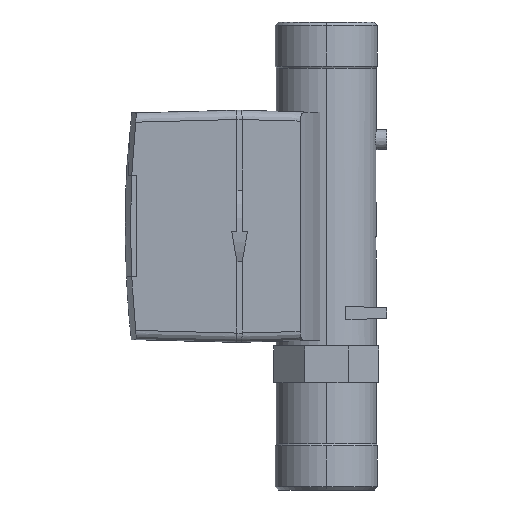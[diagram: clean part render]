
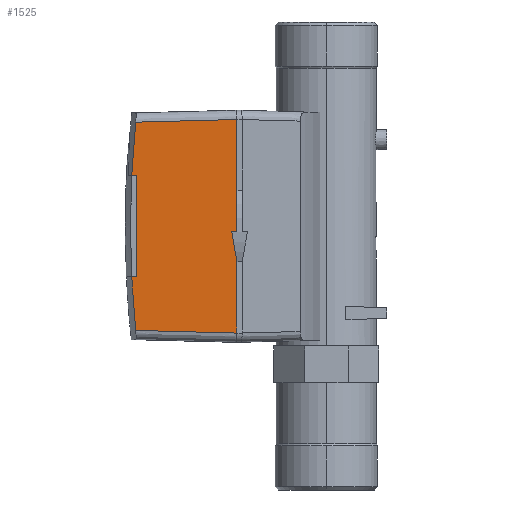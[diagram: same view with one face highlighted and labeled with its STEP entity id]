
A CAD part, left-side view. The second image highlights one B-rep face of the part: STEP entity #1525.
In plain terms, the highlighted planar face has unit normal (-1, 0.026, 0).
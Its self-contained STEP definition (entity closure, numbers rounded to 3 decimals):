
#31 = VECTOR ( 'NONE', #524, 1000. ) ;
#53 = CARTESIAN_POINT ( 'NONE',  ( -41.223, 34.013, -40.61 ) ) ;
#140 = CARTESIAN_POINT ( 'NONE',  ( -40.215, 72.519, 39.604 ) ) ;
#169 = LINE ( 'NONE', #4686, #2013 ) ;
#185 = VERTEX_POINT ( 'NONE', #936 ) ;
#237 = CARTESIAN_POINT ( 'NONE',  ( -40.727, 52.991, 40.114 ) ) ;
#250 = CARTESIAN_POINT ( 'NONE',  ( -40.215, 72.519, -39.604 ) ) ;
#254 = CARTESIAN_POINT ( 'NONE',  ( -40.215, 72.519, -39.604 ) ) ;
#321 = CARTESIAN_POINT ( 'NONE',  ( -40.228, 72.033, 60. ) ) ;
#335 = CARTESIAN_POINT ( 'NONE',  ( -41.223, 34.012, 40.607 ) ) ;
#337 = CARTESIAN_POINT ( 'NONE',  ( -41.223, 34.013, -40.61 ) ) ;
#351 = CARTESIAN_POINT ( 'NONE',  ( -41.171, 36., -2.07 ) ) ;
#360 = DIRECTION ( 'NONE',  ( -0.005, -0.172, -0.985 ) ) ;
#449 = EDGE_CURVE ( 'NONE', #5003, #4618, #4810, .T. ) ;
#524 = DIRECTION ( 'NONE',  ( 0.026, 1., 0. ) ) ;
#526 = LINE ( 'NONE', #1254, #875 ) ;
#532 = CARTESIAN_POINT ( 'NONE',  ( -41.223, 34.013, 40.61 ) ) ;
#572 = ORIENTED_EDGE ( 'NONE', *, *, #4143, .F. ) ;
#593 = CARTESIAN_POINT ( 'NONE',  ( -41.25, 33., 19.25 ) ) ;
#639 = EDGE_CURVE ( 'NONE', #1279, #1357, #169, .T. ) ;
#676 = ORIENTED_EDGE ( 'NONE', *, *, #2738, .F. ) ;
#683 = EDGE_LOOP ( 'NONE', ( #3935, #970, #1013, #1028, #4320, #2827, #676, #3278, #2764, #963, #2230, #3021, #572 ) ) ;
#690 = CARTESIAN_POINT ( 'NONE',  ( -41.224, 34.012, 40.6 ) ) ;
#875 = VECTOR ( 'NONE', #3560, 1000. ) ;
#936 = CARTESIAN_POINT ( 'NONE',  ( -41.224, 34.012, 40.6 ) ) ;
#963 = ORIENTED_EDGE ( 'NONE', *, *, #2867, .T. ) ;
#970 = ORIENTED_EDGE ( 'NONE', *, *, #1903, .F. ) ;
#989 = CARTESIAN_POINT ( 'NONE',  ( -41.224, 34.012, 60. ) ) ;
#1013 = ORIENTED_EDGE ( 'NONE', *, *, #1440, .F. ) ;
#1028 = ORIENTED_EDGE ( 'NONE', *, *, #2797, .T. ) ;
#1065 = PLANE ( 'NONE',  #1250 ) ;
#1204 = CARTESIAN_POINT ( 'NONE',  ( -41.223, 34.012, -2. ) ) ;
#1222 = CARTESIAN_POINT ( 'NONE',  ( -40.176, 74.033, 19.25 ) ) ;
#1250 = AXIS2_PLACEMENT_3D ( 'NONE', #3853, #2273, #5008 ) ;
#1254 = CARTESIAN_POINT ( 'NONE',  ( -41.25, 33., -19.25 ) ) ;
#1279 = VERTEX_POINT ( 'NONE', #351 ) ;
#1293 = CARTESIAN_POINT ( 'NONE',  ( -41.223, 34.013, 40.61 ) ) ;
#1297 = EDGE_CURVE ( 'NONE', #3979, #4342, #3538, .T. ) ;
#1324 = B_SPLINE_CURVE_WITH_KNOTS ( 'NONE', 3,
 ( #2429, #2004, #3618, #1222 ),
 .UNSPECIFIED., .F., .F.,
 ( 4, 4 ),
 ( 0.021, 0.041 ),
 .UNSPECIFIED. ) ;
#1347 = VERTEX_POINT ( 'NONE', #1537 ) ;
#1350 = VERTEX_POINT ( 'NONE', #4250 ) ;
#1357 = VERTEX_POINT ( 'NONE', #4695 ) ;
#1361 = CARTESIAN_POINT ( 'NONE',  ( -40.386, 66.01, -39.774 ) ) ;
#1362 = CARTESIAN_POINT ( 'NONE',  ( -41.224, 34.012, 60. ) ) ;
#1376 = EDGE_CURVE ( 'NONE', #1350, #3270, #4340, .T. ) ;
#1440 = EDGE_CURVE ( 'NONE', #185, #3224, #3750, .T. ) ;
#1507 = EDGE_CURVE ( 'NONE', #4777, #3979, #5007, .T. ) ;
#1525 = ADVANCED_FACE ( 'NONE', ( #2007 ), #1065, .F. ) ;
#1537 = CARTESIAN_POINT ( 'NONE',  ( -40.176, 74.033, 19.25 ) ) ;
#1622 = EDGE_CURVE ( 'NONE', #2082, #1350, #526, .T. ) ;
#1698 = CARTESIAN_POINT ( 'NONE',  ( -40.892, 46.665, 40.28 ) ) ;
#1806 = CARTESIAN_POINT ( 'NONE',  ( -40.197, 73.198, -32.837 ) ) ;
#1843 = DIRECTION ( 'NONE',  ( 0., 0., -1. ) ) ;
#1903 = EDGE_CURVE ( 'NONE', #3224, #1279, #3176, .T. ) ;
#1919 = CARTESIAN_POINT ( 'NONE',  ( -41.223, 34.012, -40.6 ) ) ;
#1936 = CARTESIAN_POINT ( 'NONE',  ( -41.223, 34.012, -40.6 ) ) ;
#2004 = CARTESIAN_POINT ( 'NONE',  ( -40.197, 73.198, 32.837 ) ) ;
#2007 = FACE_OUTER_BOUND ( 'NONE', #683, .T. ) ;
#2013 = VECTOR ( 'NONE', #360, 1000. ) ;
#2082 = VERTEX_POINT ( 'NONE', #4069 ) ;
#2230 = ORIENTED_EDGE ( 'NONE', *, *, #1507, .T. ) ;
#2273 = DIRECTION ( 'NONE',  ( 1., -0.026, 0. ) ) ;
#2299 = LINE ( 'NONE', #1362, #4522 ) ;
#2304 = DIRECTION ( 'NONE',  ( 0., 0., 1. ) ) ;
#2429 = CARTESIAN_POINT ( 'NONE',  ( -40.215, 72.519, 39.604 ) ) ;
#2692 = CARTESIAN_POINT ( 'NONE',  ( -41.224, 34.012, 40.603 ) ) ;
#2738 = EDGE_CURVE ( 'NONE', #3270, #1347, #4919, .T. ) ;
#2764 = ORIENTED_EDGE ( 'NONE', *, *, #1622, .F. ) ;
#2797 = EDGE_CURVE ( 'NONE', #185, #5003, #4305, .T. ) ;
#2827 = ORIENTED_EDGE ( 'NONE', *, *, #4861, .T. ) ;
#2861 = CARTESIAN_POINT ( 'NONE',  ( -40.556, 59.501, 39.944 ) ) ;
#2867 = EDGE_CURVE ( 'NONE', #2082, #4777, #4998, .T. ) ;
#3021 = ORIENTED_EDGE ( 'NONE', *, *, #1297, .T. ) ;
#3058 = VECTOR ( 'NONE', #4906, 1000. ) ;
#3125 = VECTOR ( 'NONE', #4857, 1000. ) ;
#3176 = LINE ( 'NONE', #3723, #3125 ) ;
#3224 = VERTEX_POINT ( 'NONE', #1204 ) ;
#3270 = VERTEX_POINT ( 'NONE', #3539 ) ;
#3278 = ORIENTED_EDGE ( 'NONE', *, *, #1376, .F. ) ;
#3484 = CARTESIAN_POINT ( 'NONE',  ( -41.223, 34.013, 40.61 ) ) ;
#3538 =( BOUNDED_CURVE ( )  B_SPLINE_CURVE ( 3, ( #337, #3895, #4285, #1936 ),
 .UNSPECIFIED., .F., .T. ) 
 B_SPLINE_CURVE_WITH_KNOTS ( ( 4, 4 ),
 ( 3.139, 3.142 ),
 .UNSPECIFIED. ) 
 CURVE ( )  GEOMETRIC_REPRESENTATION_ITEM ( )  RATIONAL_B_SPLINE_CURVE ( ( 1., 1., 1., 1. ) ) 
 REPRESENTATION_ITEM ( '' )  );
#3539 = CARTESIAN_POINT ( 'NONE',  ( -40.228, 72.033, 19.25 ) ) ;
#3560 = DIRECTION ( 'NONE',  ( -0.026, -1., 0. ) ) ;
#3618 = CARTESIAN_POINT ( 'NONE',  ( -40.184, 73.703, 26.052 ) ) ;
#3683 = CARTESIAN_POINT ( 'NONE',  ( -40.215, 72.519, 39.604 ) ) ;
#3723 = CARTESIAN_POINT ( 'NONE',  ( -41.307, 30.84, -1.89 ) ) ;
#3736 = CARTESIAN_POINT ( 'NONE',  ( -40.215, 72.519, -39.604 ) ) ;
#3750 = LINE ( 'NONE', #989, #3058 ) ;
#3783 = CARTESIAN_POINT ( 'NONE',  ( -40.727, 52.991, -40.114 ) ) ;
#3853 = CARTESIAN_POINT ( 'NONE',  ( -41.25, 33., 60. ) ) ;
#3895 = CARTESIAN_POINT ( 'NONE',  ( -41.223, 34.012, -40.607 ) ) ;
#3935 = ORIENTED_EDGE ( 'NONE', *, *, #639, .F. ) ;
#3979 = VERTEX_POINT ( 'NONE', #53 ) ;
#4069 = CARTESIAN_POINT ( 'NONE',  ( -40.176, 74.033, -19.25 ) ) ;
#4143 = EDGE_CURVE ( 'NONE', #1357, #4342, #2299, .T. ) ;
#4144 = CARTESIAN_POINT ( 'NONE',  ( -41.058, 40.339, -40.445 ) ) ;
#4209 = VECTOR ( 'NONE', #2304, 1000. ) ;
#4250 = CARTESIAN_POINT ( 'NONE',  ( -40.228, 72.033, -19.25 ) ) ;
#4285 = CARTESIAN_POINT ( 'NONE',  ( -41.223, 34.012, -40.603 ) ) ;
#4305 =( BOUNDED_CURVE ( )  B_SPLINE_CURVE ( 3, ( #690, #2692, #335, #3484 ),
 .UNSPECIFIED., .F., .F. ) 
 B_SPLINE_CURVE_WITH_KNOTS ( ( 4, 4 ),
 ( 0., 0.003 ),
 .UNSPECIFIED. ) 
 CURVE ( )  GEOMETRIC_REPRESENTATION_ITEM ( )  RATIONAL_B_SPLINE_CURVE ( ( 1., 1., 1., 1. ) ) 
 REPRESENTATION_ITEM ( '' )  );
#4320 = ORIENTED_EDGE ( 'NONE', *, *, #449, .T. ) ;
#4340 = LINE ( 'NONE', #321, #4209 ) ;
#4342 = VERTEX_POINT ( 'NONE', #1919 ) ;
#4464 = CARTESIAN_POINT ( 'NONE',  ( -40.184, 73.703, -26.05 ) ) ;
#4522 = VECTOR ( 'NONE', #1843, 1000. ) ;
#4539 = CARTESIAN_POINT ( 'NONE',  ( -40.892, 46.665, -40.28 ) ) ;
#4559 = CARTESIAN_POINT ( 'NONE',  ( -41.223, 34.013, -40.61 ) ) ;
#4618 = VERTEX_POINT ( 'NONE', #3683 ) ;
#4686 = CARTESIAN_POINT ( 'NONE',  ( -40.898, 46.449, 57.645 ) ) ;
#4695 = CARTESIAN_POINT ( 'NONE',  ( -41.223, 34.012, -13.431 ) ) ;
#4777 = VERTEX_POINT ( 'NONE', #254 ) ;
#4810 = B_SPLINE_CURVE_WITH_KNOTS ( 'NONE', 3,
 ( #532, #4977, #1698, #237, #2861, #4871, #140 ),
 .UNSPECIFIED., .F., .F.,
 ( 4, 3, 4 ),
 ( 0., 0.019, 0.039 ),
 .UNSPECIFIED. ) ;
#4857 = DIRECTION ( 'NONE',  ( 0.026, 0.999, -0.035 ) ) ;
#4861 = EDGE_CURVE ( 'NONE', #4618, #1347, #1324, .T. ) ;
#4871 = CARTESIAN_POINT ( 'NONE',  ( -40.386, 66.01, 39.774 ) ) ;
#4906 = DIRECTION ( 'NONE',  ( 0., 0., -1. ) ) ;
#4914 = CARTESIAN_POINT ( 'NONE',  ( -40.556, 59.501, -39.944 ) ) ;
#4919 = LINE ( 'NONE', #593, #31 ) ;
#4941 = CARTESIAN_POINT ( 'NONE',  ( -40.176, 74.033, -19.25 ) ) ;
#4977 = CARTESIAN_POINT ( 'NONE',  ( -41.058, 40.339, 40.445 ) ) ;
#4998 = B_SPLINE_CURVE_WITH_KNOTS ( 'NONE', 3,
 ( #4941, #4464, #1806, #250 ),
 .UNSPECIFIED., .F., .F.,
 ( 4, 4 ),
 ( 0.079, 0.1 ),
 .UNSPECIFIED. ) ;
#5003 = VERTEX_POINT ( 'NONE', #1293 ) ;
#5007 = B_SPLINE_CURVE_WITH_KNOTS ( 'NONE', 3,
 ( #3736, #1361, #4914, #3783, #4539, #4144, #4559 ),
 .UNSPECIFIED., .F., .F.,
 ( 4, 3, 4 ),
 ( 0., 0.02, 0.039 ),
 .UNSPECIFIED. ) ;
#5008 = DIRECTION ( 'NONE',  ( 0.026, 1., 0. ) ) ;
